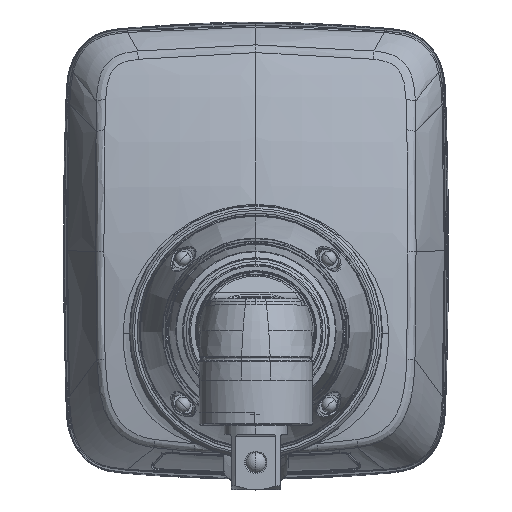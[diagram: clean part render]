
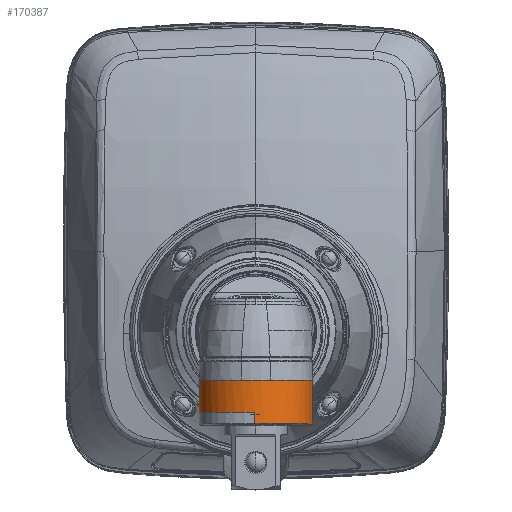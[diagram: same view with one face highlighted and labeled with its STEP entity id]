
A CAD part, top view. The second image highlights one B-rep face of the part: STEP entity #170387.
In plain terms, the highlighted cylindrical face has radius 11 mm (diameter 22 mm), a partial arc.
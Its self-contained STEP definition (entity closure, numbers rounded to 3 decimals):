
#55899=CARTESIAN_POINT('',(3.583,-12.306,
94.4));
#55913=CARTESIAN_POINT('',(10.898,-9.525,
103.306));
#55914=CARTESIAN_POINT('',(10.812,-9.635,
102.68));
#55915=CARTESIAN_POINT('',(10.531,-9.896,
101.435));
#55916=CARTESIAN_POINT('',(9.783,-10.37,
99.65));
#55917=CARTESIAN_POINT('',(8.724,-10.885,
98.008));
#55918=CARTESIAN_POINT('',(7.379,-11.399,
96.566));
#55919=CARTESIAN_POINT('',(5.784,-11.872,
95.375));
#55920=CARTESIAN_POINT('',(4.465,-12.159,
94.72));
#55921=CARTESIAN_POINT('',(3.709,-12.286,
94.444));
#55922=CARTESIAN_POINT('',(3.582,-12.306,
94.4));
#56040=DIRECTION('',(0.,1.,0.));
#56041=VECTOR('',#56040,3.394);
#56042=CARTESIAN_POINT('',(3.583,-15.7,94.4));
#56043=LINE('',#56042,#56041);
#56044=CARTESIAN_POINT('',(0.,-15.7,104.8));
#56045=DIRECTION('',(0.,1.,0.));
#56046=DIRECTION('',(0.326,0.,-0.945));
#56047=AXIS2_PLACEMENT_3D('',#56044,#56045,#56046);
#56049=CARTESIAN_POINT('',(0.,-15.7,104.8));
#56050=DIRECTION('',(0.,1.,0.));
#56051=DIRECTION('',(-0.326,0.,-0.945));
#56052=AXIS2_PLACEMENT_3D('',#56049,#56050,#56051);
#56054=DIRECTION('',(0.,1.,0.));
#56055=VECTOR('',#56054,3.394);
#56056=CARTESIAN_POINT('',(-3.583,-15.7,94.4));
#56057=LINE('',#56056,#56055);
#56058=CARTESIAN_POINT('',(0.,-9.525,104.8));
#56059=DIRECTION('',(0.,1.,0.));
#56060=DIRECTION('',(-0.259,0.,0.966));
#56061=AXIS2_PLACEMENT_3D('',#56058,#56059,#56060);
#56063=CARTESIAN_POINT('',(0.,-15.7,104.8));
#56064=DIRECTION('',(0.,1.,0.));
#56065=DIRECTION('',(0.231,0.,-0.973));
#56066=AXIS2_PLACEMENT_3D('',#56063,#56064,#56065);
#56353=CARTESIAN_POINT('',(-10.898,-9.525,
103.306));
#56354=CARTESIAN_POINT('',(-10.812,-9.635,
102.68));
#56355=CARTESIAN_POINT('',(-10.531,-9.896,
101.435));
#56356=CARTESIAN_POINT('',(-9.783,-10.37,
99.65));
#56357=CARTESIAN_POINT('',(-8.724,-10.885,
98.008));
#56358=CARTESIAN_POINT('',(-7.379,-11.399,
96.566));
#56359=CARTESIAN_POINT('',(-5.784,-11.872,
95.375));
#56360=CARTESIAN_POINT('',(-4.465,-12.159,
94.72));
#56361=CARTESIAN_POINT('',(-3.709,-12.286,
94.444));
#56362=CARTESIAN_POINT('',(-3.582,-12.306,
94.4));
#56376=CARTESIAN_POINT('',(-3.583,-12.306,
94.4));
#56414=DIRECTION('',(0.,-1.,0.));
#56415=VECTOR('',#56414,2.3);
#56416=CARTESIAN_POINT('',(-0.216,-15.7,115.798));
#56417=LINE('',#56416,#56415);
#56418=DIRECTION('',(0.,-1.,0.));
#56419=VECTOR('',#56418,2.3);
#56420=CARTESIAN_POINT('',(0.216,-15.7,93.802));
#56421=LINE('',#56420,#56419);
#56485=CARTESIAN_POINT('',(0.,-18.,104.8));
#56486=DIRECTION('',(0.,1.,0.));
#56487=DIRECTION('',(-0.02,0.,1.));
#56488=AXIS2_PLACEMENT_3D('',#56485,#56486,#56487);
#58292=CARTESIAN_POINT('',(0.,-9.525,104.8));
#58293=DIRECTION('',(0.,1.,0.));
#58294=DIRECTION('',(0.259,0.,0.966));
#58295=AXIS2_PLACEMENT_3D('',#58292,#58293,#58294);
#58377=CARTESIAN_POINT('',(0.,-9.525,104.8));
#58378=DIRECTION('',(0.,-1.,0.));
#58379=DIRECTION('',(-0.259,0.,0.966));
#58380=AXIS2_PLACEMENT_3D('',#58377,#58378,#58379);
#68491=CARTESIAN_POINT('',(2.847,-9.525,
115.425));
#68492=CARTESIAN_POINT('',(10.898,-9.525,
103.306));
#68493=VERTEX_POINT('',#68491);
#68494=VERTEX_POINT('',#68492);
#68502=CARTESIAN_POINT('',(-2.847,-9.525,
115.425));
#68503=CARTESIAN_POINT('',(-10.898,-9.525,
103.306));
#68504=VERTEX_POINT('',#68502);
#68505=VERTEX_POINT('',#68503);
#68561=VERTEX_POINT('',#55899);
#68564=VERTEX_POINT('',#56376);
#68815=CARTESIAN_POINT('',(-0.216,-18.,115.798));
#68816=CARTESIAN_POINT('',(0.216,-18.,93.802));
#68817=VERTEX_POINT('',#68815);
#68818=VERTEX_POINT('',#68816);
#68851=CARTESIAN_POINT('',(2.541,-15.7,94.097));
#68852=CARTESIAN_POINT('',(0.216,-15.7,93.802));
#68853=VERTEX_POINT('',#68851);
#68854=VERTEX_POINT('',#68852);
#68857=CARTESIAN_POINT('',(-3.583,-15.7,94.4));
#68858=CARTESIAN_POINT('',(-0.216,-15.7,115.798));
#68859=VERTEX_POINT('',#68857);
#68860=VERTEX_POINT('',#68858);
#68863=CARTESIAN_POINT('',(3.583,-15.7,94.4));
#68865=VERTEX_POINT('',#68863);
#170357=CARTESIAN_POINT('',(0.,-9.525,104.8));
#170358=DIRECTION('',(0.,1.,0.));
#170359=DIRECTION('',(0.,0.,-1.));
#170360=AXIS2_PLACEMENT_3D('',#170357,#170358,#170359);
#170361=CYLINDRICAL_SURFACE('',#170360,11.);
#170362=ORIENTED_EDGE('',*,*,#170342,.F.);
#170363=ORIENTED_EDGE('',*,*,#170331,.T.);
#170365=ORIENTED_EDGE('',*,*,#170364,.T.);
#170367=ORIENTED_EDGE('',*,*,#170366,.T.);
#170369=ORIENTED_EDGE('',*,*,#170368,.F.);
#170371=ORIENTED_EDGE('',*,*,#170370,.F.);
#170373=ORIENTED_EDGE('',*,*,#170372,.F.);
#170375=ORIENTED_EDGE('',*,*,#170374,.T.);
#170377=ORIENTED_EDGE('',*,*,#170376,.F.);
#170379=ORIENTED_EDGE('',*,*,#170378,.F.);
#170381=ORIENTED_EDGE('',*,*,#170380,.T.);
#170383=ORIENTED_EDGE('',*,*,#170382,.T.);
#170384=ORIENTED_EDGE('',*,*,#170242,.T.);
#170385=EDGE_LOOP('',(#170362,#170363,#170365,#170367,#170369,#170371,#170373,
#170375,#170377,#170379,#170381,#170383,#170384));
#170386=FACE_OUTER_BOUND('',#170385,.F.);
#170387=ADVANCED_FACE('',(#170386),#170361,.T.);
#55923=B_SPLINE_CURVE_WITH_KNOTS('',3,(#55913,#55914,#55915,#55916,#55917,
#55918,#55919,#55920,#55921,#55922),.UNSPECIFIED.,.F.,.F.,(4,1,1,1,1,1,1,4),(
0.,0.161,0.323,0.484,0.645,
0.806,0.968,1.),.UNSPECIFIED.);
#56048=CIRCLE('',#56047,11.);
#56053=CIRCLE('',#56052,11.);
#56062=CIRCLE('',#56061,11.);
#56067=CIRCLE('',#56066,11.);
#56363=B_SPLINE_CURVE_WITH_KNOTS('',3,(#56353,#56354,#56355,#56356,#56357,
#56358,#56359,#56360,#56361,#56362),.UNSPECIFIED.,.F.,.F.,(4,1,1,1,1,1,1,4),(
0.,0.161,0.323,0.484,0.645,
0.806,0.968,1.),.UNSPECIFIED.);
#56489=CIRCLE('',#56488,11.);
#58296=CIRCLE('',#58295,11.);
#58381=CIRCLE('',#58380,11.);
#170242=EDGE_CURVE('',#68494,#68561,#55923,.T.);
#170331=EDGE_CURVE('',#68865,#68853,#56048,.T.);
#170342=EDGE_CURVE('',#68865,#68561,#56043,.T.);
#170364=EDGE_CURVE('',#68853,#68854,#56067,.T.);
#170366=EDGE_CURVE('',#68854,#68818,#56421,.T.);
#170368=EDGE_CURVE('',#68817,#68818,#56489,.T.);
#170370=EDGE_CURVE('',#68860,#68817,#56417,.T.);
#170372=EDGE_CURVE('',#68859,#68860,#56053,.T.);
#170374=EDGE_CURVE('',#68859,#68564,#56057,.T.);
#170376=EDGE_CURVE('',#68505,#68564,#56363,.T.);
#170378=EDGE_CURVE('',#68504,#68505,#58381,.T.);
#170380=EDGE_CURVE('',#68504,#68493,#56062,.T.);
#170382=EDGE_CURVE('',#68493,#68494,#58296,.T.);
